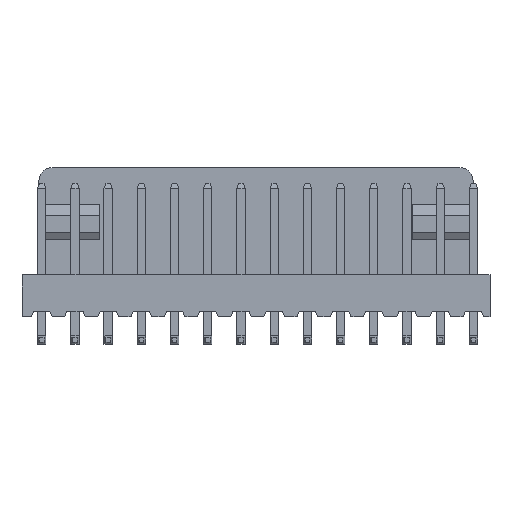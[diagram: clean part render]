
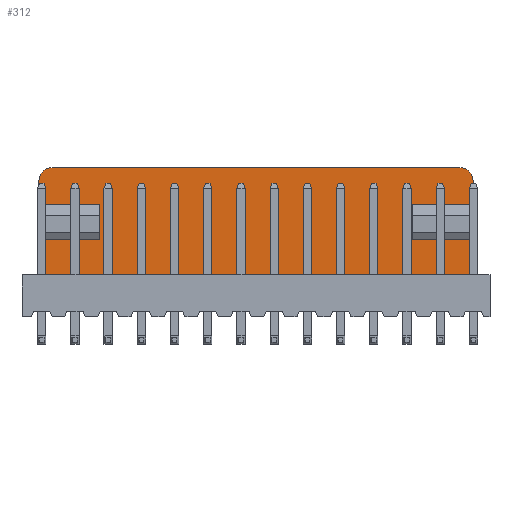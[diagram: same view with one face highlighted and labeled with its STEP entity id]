
A CAD part, top view. The second image highlights one B-rep face of the part: STEP entity #312.
In plain terms, the highlighted planar face has unit normal (0, 0, 1).
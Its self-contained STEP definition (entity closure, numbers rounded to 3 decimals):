
#312 = ADVANCED_FACE ( 'NONE', ( #3914 ), #6037, .T. ) ;
#1170 = EDGE_LOOP ( 'NONE', ( #1741, #1742, #1743, #1744, #1745, #1746, #1747, #1748, #1749, #1750, #1751, #1752, #1753, #1754 ) ) ;
#1287 = EDGE_CURVE ( 'NONE', #4233, #4243, #7634, .T. ) ;
#1288 = EDGE_CURVE ( 'NONE', #4233, #4253, #7630, .T. ) ;
#1289 = EDGE_CURVE ( 'NONE', #4254, #4282, #7637, .T. ) ;
#1290 = EDGE_CURVE ( 'NONE', #4214, #4251, #7639, .T. ) ;
#1291 = EDGE_CURVE ( 'NONE', #4283, #4251, #7641, .T. ) ;
#1292 = EDGE_CURVE ( 'NONE', #4283, #4241, #7643, .T. ) ;
#1293 = EDGE_CURVE ( 'NONE', #4262, #4221, #7636, .T. ) ;
#1294 = EDGE_CURVE ( 'NONE', #4298, #4286, #7645, .T. ) ;
#1295 = EDGE_CURVE ( 'NONE', #4213, #4286, #7649, .T. ) ;
#1296 = EDGE_CURVE ( 'NONE', #4213, #4243, #7651, .T. ) ;
#1297 = EDGE_CURVE ( 'NONE', #4282, #4253, #7652, .T. ) ;
#1305 = EDGE_CURVE ( 'NONE', #4254, #4214, #8124, .T. ) ;
#1315 = EDGE_CURVE ( 'NONE', #4298, #4221, #8145, .T. ) ;
#1320 = EDGE_CURVE ( 'NONE', #4241, #4262, #8155, .T. ) ;
#1741 = ORIENTED_EDGE ( 'NONE', *, *, #1296, .F. ) ;
#1742 = ORIENTED_EDGE ( 'NONE', *, *, #1295, .T. ) ;
#1743 = ORIENTED_EDGE ( 'NONE', *, *, #1294, .F. ) ;
#1744 = ORIENTED_EDGE ( 'NONE', *, *, #1315, .T. ) ;
#1745 = ORIENTED_EDGE ( 'NONE', *, *, #1293, .F. ) ;
#1746 = ORIENTED_EDGE ( 'NONE', *, *, #1320, .F. ) ;
#1747 = ORIENTED_EDGE ( 'NONE', *, *, #1292, .F. ) ;
#1748 = ORIENTED_EDGE ( 'NONE', *, *, #1291, .T. ) ;
#1749 = ORIENTED_EDGE ( 'NONE', *, *, #1290, .F. ) ;
#1750 = ORIENTED_EDGE ( 'NONE', *, *, #1305, .F. ) ;
#1751 = ORIENTED_EDGE ( 'NONE', *, *, #1289, .T. ) ;
#1752 = ORIENTED_EDGE ( 'NONE', *, *, #1297, .T. ) ;
#1753 = ORIENTED_EDGE ( 'NONE', *, *, #1288, .F. ) ;
#1754 = ORIENTED_EDGE ( 'NONE', *, *, #1287, .T. ) ;
#3914 = FACE_OUTER_BOUND ( 'NONE', #1170, .T. ) ;
#4213 = VERTEX_POINT ( 'NONE', #9938 ) ;
#4214 = VERTEX_POINT ( 'NONE', #9939 ) ;
#4221 = VERTEX_POINT ( 'NONE', #9946 ) ;
#4233 = VERTEX_POINT ( 'NONE', #9958 ) ;
#4241 = VERTEX_POINT ( 'NONE', #9966 ) ;
#4243 = VERTEX_POINT ( 'NONE', #9968 ) ;
#4251 = VERTEX_POINT ( 'NONE', #9976 ) ;
#4253 = VERTEX_POINT ( 'NONE', #9978 ) ;
#4254 = VERTEX_POINT ( 'NONE', #9979 ) ;
#4262 = VERTEX_POINT ( 'NONE', #9987 ) ;
#4282 = VERTEX_POINT ( 'NONE', #10007 ) ;
#4283 = VERTEX_POINT ( 'NONE', #10008 ) ;
#4286 = VERTEX_POINT ( 'NONE', #10011 ) ;
#4298 = VERTEX_POINT ( 'NONE', #10023 ) ;
#5884 = AXIS2_PLACEMENT_3D ( 'NONE', #6038, #6043, #6044 ) ;
#5993 = AXIS2_PLACEMENT_3D ( 'NONE', #7875, #7876, #7877 ) ;
#5994 = AXIS2_PLACEMENT_3D ( 'NONE', #7892, #7893, #7894 ) ;
#6037 = PLANE ( 'NONE',  #5884 ) ;
#6038 = CARTESIAN_POINT ( 'NONE',  ( 0.843, 53.751, -4.64 ) ) ;
#6043 = DIRECTION ( 'NONE',  ( 0., 0., 1. ) ) ;
#6044 = DIRECTION ( 'NONE',  ( 1., 0., 0. ) ) ;
#7630 = LINE ( 'NONE', #7874, #7638 ) ;
#7634 = CIRCLE ( 'NONE', #5993, 1. ) ;
#7636 = LINE ( 'NONE', #7872, #7648 ) ;
#7637 = LINE ( 'NONE', #7878, #7640 ) ;
#7638 = VECTOR ( 'NONE', #7868, 1000. ) ;
#7639 = LINE ( 'NONE', #7880, #7642 ) ;
#7640 = VECTOR ( 'NONE', #7879, 1000. ) ;
#7641 = LINE ( 'NONE', #7882, #7644 ) ;
#7642 = VECTOR ( 'NONE', #7881, 1000. ) ;
#7643 = LINE ( 'NONE', #7884, #7646 ) ;
#7644 = VECTOR ( 'NONE', #7883, 1000. ) ;
#7645 = LINE ( 'NONE', #7873, #7650 ) ;
#7646 = VECTOR ( 'NONE', #7886, 1000. ) ;
#7648 = VECTOR ( 'NONE', #7887, 1000. ) ;
#7649 = CIRCLE ( 'NONE', #5994, 1. ) ;
#7650 = VECTOR ( 'NONE', #7889, 1000. ) ;
#7651 = LINE ( 'NONE', #7888, #7653 ) ;
#7652 = LINE ( 'NONE', #7895, #7655 ) ;
#7653 = VECTOR ( 'NONE', #7885, 1000. ) ;
#7655 = VECTOR ( 'NONE', #7896, 1000. ) ;
#7868 = DIRECTION ( 'NONE',  ( 0., -1., 0. ) ) ;
#7872 = CARTESIAN_POINT ( 'NONE',  ( 6.743, 21.539, -4.64 ) ) ;
#7873 = CARTESIAN_POINT ( 'NONE',  ( 2.143, 53.751, -4.64 ) ) ;
#7874 = CARTESIAN_POINT ( 'NONE',  ( 35.343, 53.751, -4.64 ) ) ;
#7875 = CARTESIAN_POINT ( 'NONE',  ( 34.343, 52.751, -4.64 ) ) ;
#7876 = DIRECTION ( 'NONE',  ( 0., 0., 1. ) ) ;
#7877 = DIRECTION ( 'NONE',  ( 1., 0., 0. ) ) ;
#7878 = CARTESIAN_POINT ( 'NONE',  ( 30.743, 21.539, -4.64 ) ) ;
#7879 = DIRECTION ( 'NONE',  ( 0., 1., 0. ) ) ;
#7880 = CARTESIAN_POINT ( 'NONE',  ( 35.343, 48.254, -4.64 ) ) ;
#7881 = DIRECTION ( 'NONE',  ( 0., -1., 0. ) ) ;
#7882 = CARTESIAN_POINT ( 'NONE',  ( 0.843, 45.547, -4.64 ) ) ;
#7883 = DIRECTION ( 'NONE',  ( 1., 0., 0. ) ) ;
#7884 = CARTESIAN_POINT ( 'NONE',  ( 2.143, 48.254, -4.64 ) ) ;
#7885 = DIRECTION ( 'NONE',  ( 1., 0., 0. ) ) ;
#7886 = DIRECTION ( 'NONE',  ( 0., 1., 0. ) ) ;
#7887 = DIRECTION ( 'NONE',  ( 0., 1., 0. ) ) ;
#7888 = CARTESIAN_POINT ( 'NONE',  ( 0.843, 53.751, -4.64 ) ) ;
#7889 = DIRECTION ( 'NONE',  ( 0., 1., 0. ) ) ;
#7892 = CARTESIAN_POINT ( 'NONE',  ( 3.143, 52.751, -4.64 ) ) ;
#7893 = DIRECTION ( 'NONE',  ( 0., 0., 1. ) ) ;
#7894 = DIRECTION ( 'NONE',  ( 1., 0., 0. ) ) ;
#7895 = CARTESIAN_POINT ( 'NONE',  ( 0.843, 50.926, -4.64 ) ) ;
#7896 = DIRECTION ( 'NONE',  ( 1., 0., 0. ) ) ;
#7911 = CARTESIAN_POINT ( 'NONE',  ( 0.843, 48.254, -4.64 ) ) ;
#7913 = DIRECTION ( 'NONE',  ( 1., 0., 0. ) ) ;
#7931 = CARTESIAN_POINT ( 'NONE',  ( 0.843, 50.926, -4.64 ) ) ;
#7932 = DIRECTION ( 'NONE',  ( 1., 0., 0. ) ) ;
#7941 = CARTESIAN_POINT ( 'NONE',  ( 0.843, 48.254, -4.64 ) ) ;
#7943 = DIRECTION ( 'NONE',  ( 1., 0., 0. ) ) ;
#8124 = LINE ( 'NONE', #7911, #8128 ) ;
#8128 = VECTOR ( 'NONE', #7913, 1000. ) ;
#8145 = LINE ( 'NONE', #7931, #8148 ) ;
#8148 = VECTOR ( 'NONE', #7932, 1000. ) ;
#8155 = LINE ( 'NONE', #7941, #8158 ) ;
#8158 = VECTOR ( 'NONE', #7943, 1000. ) ;
#9938 = CARTESIAN_POINT ( 'NONE',  ( 3.143, 53.751, -4.64 ) ) ;
#9939 = CARTESIAN_POINT ( 'NONE',  ( 35.343, 48.254, -4.64 ) ) ;
#9946 = CARTESIAN_POINT ( 'NONE',  ( 6.743, 50.926, -4.64 ) ) ;
#9958 = CARTESIAN_POINT ( 'NONE',  ( 35.343, 52.751, -4.64 ) ) ;
#9966 = CARTESIAN_POINT ( 'NONE',  ( 2.143, 48.254, -4.64 ) ) ;
#9968 = CARTESIAN_POINT ( 'NONE',  ( 34.343, 53.751, -4.64 ) ) ;
#9976 = CARTESIAN_POINT ( 'NONE',  ( 35.343, 45.547, -4.64 ) ) ;
#9978 = CARTESIAN_POINT ( 'NONE',  ( 35.343, 50.926, -4.64 ) ) ;
#9979 = CARTESIAN_POINT ( 'NONE',  ( 30.743, 48.254, -4.64 ) ) ;
#9987 = CARTESIAN_POINT ( 'NONE',  ( 6.743, 48.254, -4.64 ) ) ;
#10007 = CARTESIAN_POINT ( 'NONE',  ( 30.743, 50.926, -4.64 ) ) ;
#10008 = CARTESIAN_POINT ( 'NONE',  ( 2.143, 45.547, -4.64 ) ) ;
#10011 = CARTESIAN_POINT ( 'NONE',  ( 2.143, 52.751, -4.64 ) ) ;
#10023 = CARTESIAN_POINT ( 'NONE',  ( 2.143, 50.926, -4.64 ) ) ;
